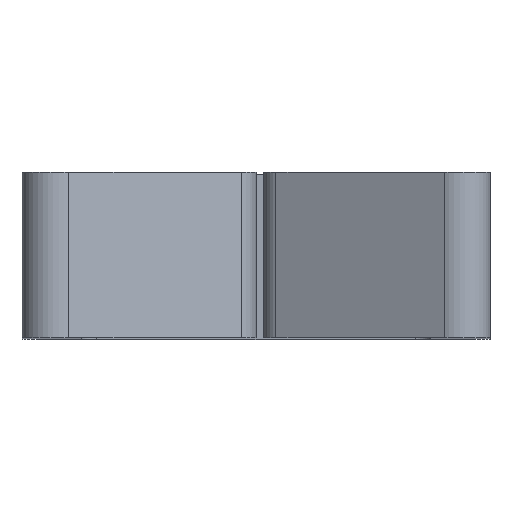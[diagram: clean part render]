
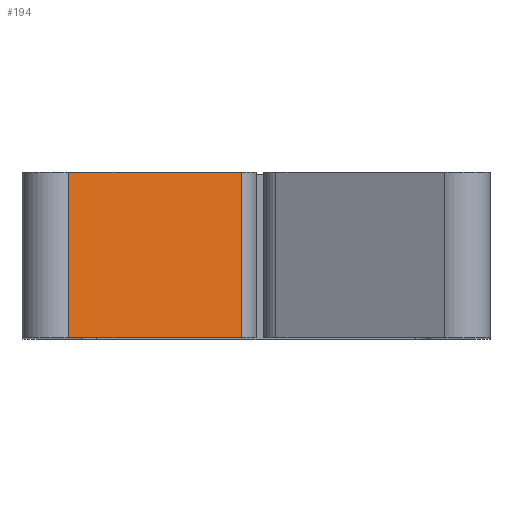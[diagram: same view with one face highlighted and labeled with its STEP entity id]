
A CAD part, top view. The second image highlights one B-rep face of the part: STEP entity #194.
In plain terms, the highlighted planar face has unit normal (0.499, 0, 0.866).
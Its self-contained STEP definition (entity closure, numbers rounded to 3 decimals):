
#194 = ADVANCED_FACE( '', ( #397 ), #398, .T. );
#397 = FACE_OUTER_BOUND( '', #604, .T. );
#398 = PLANE( '', #605 );
#604 = EDGE_LOOP( '', ( #1117, #1118, #1119, #1120 ) );
#605 = AXIS2_PLACEMENT_3D( '', #1121, #1122, #1123 );
#1117 = ORIENTED_EDGE( '', *, *, #1482, .F. );
#1118 = ORIENTED_EDGE( '', *, *, #1460, .F. );
#1119 = ORIENTED_EDGE( '', *, *, #1346, .T. );
#1120 = ORIENTED_EDGE( '', *, *, #1483, .T. );
#1121 = CARTESIAN_POINT( '', ( -6.001, -2.65, 33.866 ) );
#1122 = DIRECTION( '', ( 0.499, 0., 0.866 ) );
#1123 = DIRECTION( '', ( 0.866, 0., -0.499 ) );
#1346 = EDGE_CURVE( '', #1653, #1651, #1654, .T. );
#1460 = EDGE_CURVE( '', #1653, #1810, #1813, .T. );
#1482 = EDGE_CURVE( '', #1810, #1839, #1840, .T. );
#1483 = EDGE_CURVE( '', #1651, #1839, #1841, .T. );
#1651 = VERTEX_POINT( '', #2086 );
#1653 = VERTEX_POINT( '', #2088 );
#1654 = LINE( '', #2089, #2090 );
#1810 = VERTEX_POINT( '', #2338 );
#1813 = LINE( '', #2342, #2343 );
#1839 = VERTEX_POINT( '', #2392 );
#1840 = LINE( '', #2393, #2394 );
#1841 = LINE( '', #2395, #2396 );
#2086 = CARTESIAN_POINT( '', ( -0.461, -2.65, 30.673 ) );
#2088 = CARTESIAN_POINT( '', ( -6.001, -2.65, 33.866 ) );
#2089 = CARTESIAN_POINT( '', ( -6.001, -2.65, 33.866 ) );
#2090 = VECTOR( '', #2520, 1000. );
#2338 = CARTESIAN_POINT( '', ( -6.001, 2.65, 33.866 ) );
#2342 = CARTESIAN_POINT( '', ( -6.001, -2.65, 33.866 ) );
#2343 = VECTOR( '', #2630, 1000. );
#2392 = CARTESIAN_POINT( '', ( -0.461, 2.65, 30.673 ) );
#2393 = CARTESIAN_POINT( '', ( -6.001, 2.65, 33.866 ) );
#2394 = VECTOR( '', #2644, 1000. );
#2395 = CARTESIAN_POINT( '', ( -0.461, -2.65, 30.673 ) );
#2396 = VECTOR( '', #2645, 1000. );
#2520 = DIRECTION( '', ( 0.866, 0., -0.499 ) );
#2630 = DIRECTION( '', ( 0., 1., 0. ) );
#2644 = DIRECTION( '', ( 0.866, 0., -0.499 ) );
#2645 = DIRECTION( '', ( 0., 1., 0. ) );
